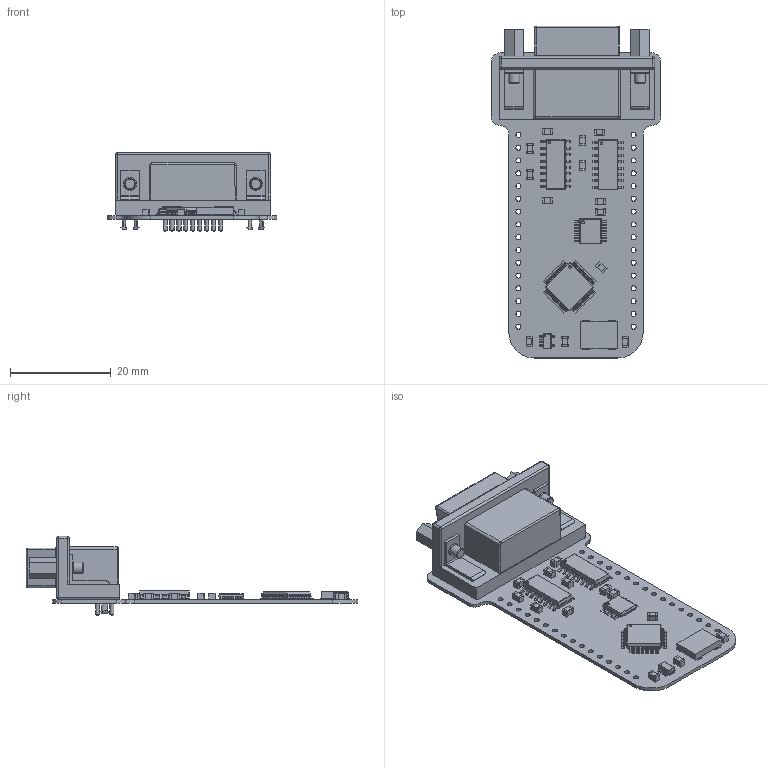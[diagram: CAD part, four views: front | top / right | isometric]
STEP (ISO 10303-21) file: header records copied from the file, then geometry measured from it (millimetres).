
FILE_DESCRIPTION(('KiCad electronic assembly'),'2;1');
FILE_NAME('RS232 UART.step','2024-08-06T10:42:03',('Pcbnew'),('Kicad'), 'Open CASCADE STEP processor 7.8','KiCad to STEP converter','Unknown' );
FILE_SCHEMA(('AUTOMOTIVE_DESIGN { 1 0 10303 214 1 1 1 1 }'));
Length unit declared in the file: millimetre
Products named in the file (16): RS232 UART 1; G17C0900132EU; C_0805_2012Metric; MC74HC259ADR2G; ASSEMBLY; 74LVC74APW,118; ADV7125KSTZ50; AD7280ABSTZ; LFSPXO058610Reel; AP7365-33WG-7; RS232_PCB
Assembly tree (28 placements, depth 3):
  RS232 UART 1
    G17C0900132EU
      G17C0900132EU
    C_0805_2012Metric  x13
      C_0805_2012Metric
    MC74HC259ADR2G  x2
      ASSEMBLY
    74LVC74APW,118
      ASSEMBLY
    ADV7125KSTZ50
      AD7280ABSTZ
    LFSPXO058610Reel
      ASSEMBLY
    AP7365-33WG-7
      ASSEMBLY
    RS232_PCB
Bounding box: 33.63 x 65.93 x 15.75 mm (x, y, z)
Volume: 5507.3 mm3; surface area: 7001.8 mm2
Topology: 125 solids, 125 shells, 2151 faces, 5423 edges, 3580 vertices
Faces by surface type: plane 1447, cylinder 658, cone 21, revolution 17, torus 6, bspline 2
Full cylindrical faces by diameter (mm): 0.2 x1, 0.487 x2, 0.55 x1, 0.8 x9, 1 x41, 1.031 x9, 2.22 x4, 3.2 x2
Entity records: 55039 total; most frequent: CARTESIAN_POINT 8627, DIRECTION 8097, ORIENTED_EDGE 7964, EDGE_CURVE 3982, LINE 2982, VECTOR 2982, VERTEX_POINT 2626, AXIS2_PLACEMENT_3D 2549
